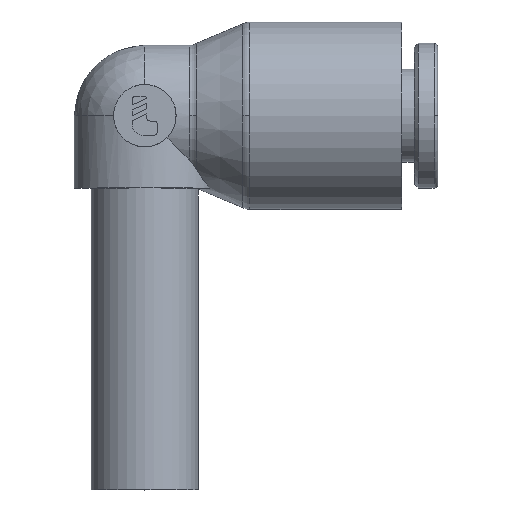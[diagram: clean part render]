
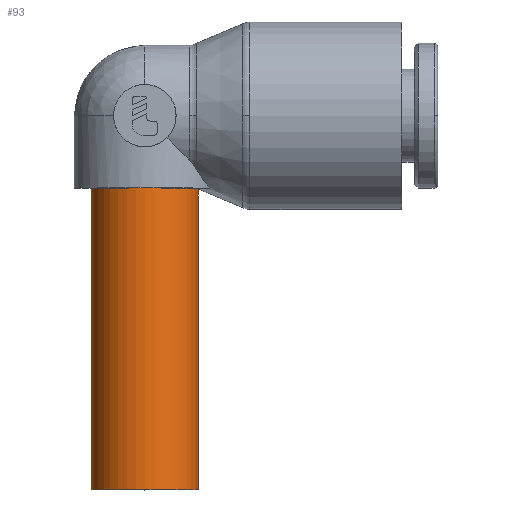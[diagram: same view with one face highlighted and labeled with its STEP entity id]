
A CAD part, top view. The second image highlights one B-rep face of the part: STEP entity #93.
In plain terms, the highlighted cylindrical face has radius 3 mm (diameter 6 mm), a partial arc.
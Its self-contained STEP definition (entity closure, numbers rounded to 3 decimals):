
#93=ADVANCED_FACE('',(#204),#205,.T.);
#204=FACE_OUTER_BOUND('',#331,.T.);
#205=CYLINDRICAL_SURFACE('',#332,3.0);
#331=EDGE_LOOP('',(#748,#749,#750,#751,#752));
#332=AXIS2_PLACEMENT_3D('',#753,#754,#755);
#748=ORIENTED_EDGE('',*,*,#897,.T.);
#749=ORIENTED_EDGE('',*,*,#894,.F.);
#750=ORIENTED_EDGE('',*,*,#999,.T.);
#751=ORIENTED_EDGE('',*,*,#899,.T.);
#752=ORIENTED_EDGE('',*,*,#1000,.F.);
#753=CARTESIAN_POINT('',(0.0,-10.475,0.0));
#754=DIRECTION('',(-0.0,1.0,0.0));
#755=DIRECTION('',(1.0,0.0,0.0));
#894=EDGE_CURVE('',#1084,#1086,#1087,.T.);
#897=EDGE_CURVE('',#1091,#1086,#1092,.T.);
#899=EDGE_CURVE('',#1095,#1093,#1096,.T.);
#999=EDGE_CURVE('',#1084,#1095,#1259,.T.);
#1000=EDGE_CURVE('',#1091,#1093,#1260,.T.);
#1084=VERTEX_POINT('',#1402);
#1086=VERTEX_POINT('',#1413);
#1087=B_SPLINE_CURVE_WITH_KNOTS('',3,(#1414,#1415,#1416,#1417,#1418,#1419,#1420,#1421,#1422,#1423,#1424,#1425,#1426,#1427),.UNSPECIFIED.,.F.,.F.,(4,2,2,2,2,2,4),(1.593,2.236,2.558,2.88,3.201,3.523,4.166),.UNSPECIFIED.);
#1091=VERTEX_POINT('',#1432);
#1092=LINE('',#1433,#1434);
#1093=VERTEX_POINT('',#1435);
#1095=VERTEX_POINT('',#1437);
#1096=LINE('',#1438,#1439);
#1259=CIRCLE('',#1943,3.0);
#1260=CIRCLE('',#1944,3.0);
#1402=CARTESIAN_POINT('',(2.957,-4.05,0.508));
#1413=CARTESIAN_POINT('',(3.0,-4.1,0.));
#1414=CARTESIAN_POINT('',(2.722,-3.778,1.262));
#1415=CARTESIAN_POINT('',(2.803,-3.872,1.087));
#1416=CARTESIAN_POINT('',(2.876,-3.957,0.881));
#1417=CARTESIAN_POINT('',(2.951,-4.043,0.554));
#1418=CARTESIAN_POINT('',(2.969,-4.065,0.442));
#1419=CARTESIAN_POINT('',(2.994,-4.093,0.219));
#1420=CARTESIAN_POINT('',(3.0,-4.1,0.107));
#1421=CARTESIAN_POINT('',(3.0,-4.1,-0.107));
#1422=CARTESIAN_POINT('',(2.994,-4.093,-0.219));
#1423=CARTESIAN_POINT('',(2.969,-4.065,-0.442));
#1424=CARTESIAN_POINT('',(2.951,-4.043,-0.554));
#1425=CARTESIAN_POINT('',(2.876,-3.957,-0.881));
#1426=CARTESIAN_POINT('',(2.803,-3.872,-1.087));
#1427=CARTESIAN_POINT('',(2.722,-3.778,-1.262));
#1432=CARTESIAN_POINT('',(3.0,-20.95,0.0));
#1433=CARTESIAN_POINT('',(3.0,-10.475,0.));
#1434=VECTOR('',#2045,1.0);
#1435=CARTESIAN_POINT('',(-3.0,-20.95,0.));
#1437=CARTESIAN_POINT('',(-3.0,-4.05,0.));
#1438=CARTESIAN_POINT('',(-3.0,-10.475,0.));
#1439=VECTOR('',#2049,1.0);
#1943=AXIS2_PLACEMENT_3D('',#2207,#2208,#2209);
#1944=AXIS2_PLACEMENT_3D('',#2210,#2211,#2212);
#2045=DIRECTION('',(0.0,1.0,0.0));
#2049=DIRECTION('',(-0.0,-1.0,-0.0));
#2207=CARTESIAN_POINT('',(0.0,-4.05,0.0));
#2208=DIRECTION('',(0.0,-1.0,0.0));
#2209=DIRECTION('',(1.0,0.0,0.0));
#2210=CARTESIAN_POINT('',(0.0,-20.95,0.0));
#2211=DIRECTION('',(0.0,-1.0,0.0));
#2212=DIRECTION('',(1.0,0.0,0.0));
